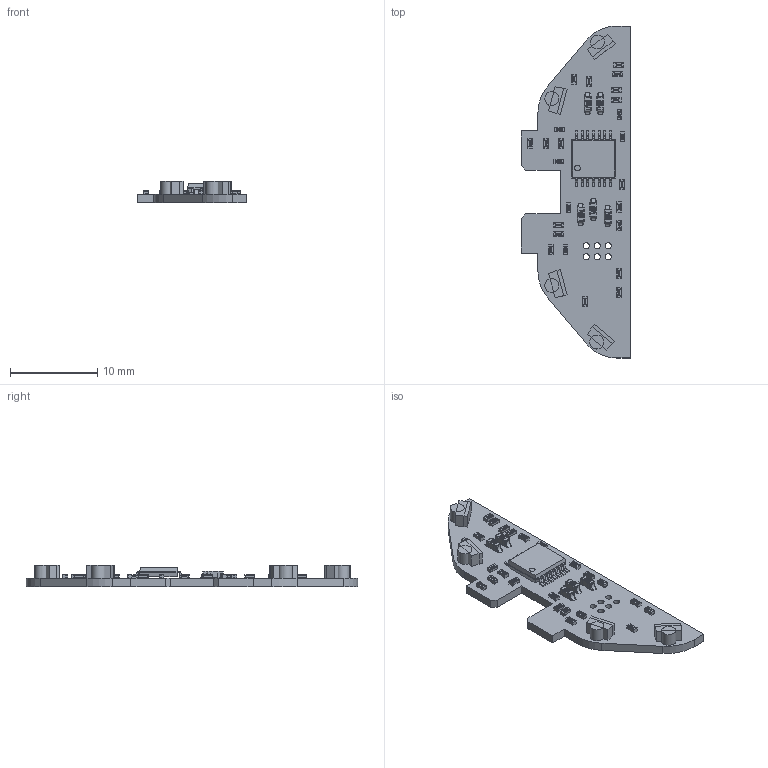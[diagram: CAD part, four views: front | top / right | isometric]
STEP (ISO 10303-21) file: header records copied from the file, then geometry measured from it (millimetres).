
FILE_DESCRIPTION(('Open CASCADE Model'),'2;1');
FILE_NAME('Open CASCADE Shape Model','2018-04-10T11:36:18',('Author'),( 'Open CASCADE'),'Open CASCADE STEP processor 6.8','Open CASCADE 6.8' ,'Unknown');
FILE_SCHEMA(('AUTOMOTIVE_DESIGN { 1 0 10303 214 1 1 1 1 }'));
Length unit declared in the file: millimetre
Products named in the file (66): PCB; Board; C1; User_Library-0603_Cap; C2; C3; C4; Q1; 6385422144; Cylinder; 6385421952; Extruded; 6385421760; Q2; 6385422720; 6385422528; 6385422336; Q3; 6385423296; 6385423104; 6385422912; Q4; 6385424064; 6385423872; 6385423488; R1; User_Library-RES_1005-0402; R2; R3; R4; R5; R6; R7; R8; R9; R10; R11; R12; R13; R14 ...
Assembly tree (98 placements, depth 4):
  PCB
    Board
    C1
      User_Library-0603_Cap
    C2
      User_Library-0603_Cap
    C3
      User_Library-0603_Cap
    C4
      User_Library-0603_Cap
    Q1
      6385422144
        Cylinder
      6385421952
        Extruded
      6385421760
        Extruded
    Q2
      6385422720
        Extruded
      6385422528
        Extruded
      6385422336
        Cylinder
    Q3
      6385423296
        Cylinder
      6385423104
        Extruded
      6385422912
        Extruded
    Q4
      6385424064
        Extruded
      6385423872
        Extruded
      6385423488
        Cylinder
    R1
      User_Library-RES_1005-0402
    R2
      User_Library-RES_1005-0402
    R3
      User_Library-RES_1005-0402
    R4
      User_Library-RES_1005-0402
    R5
      User_Library-RES_1005-0402
    R6
      User_Library-RES_1005-0402
    R7
      User_Library-RES_1005-0402
    R8
      User_Library-RES_1005-0402
    R9
      User_Library-RES_1005-0402
    R10
      User_Library-RES_1005-0402
    R11
      User_Library-RES_1005-0402
Bounding box: 12.5 x 38 x 2.51 mm (x, y, z)
Volume: 416.7 mm3; surface area: 1225.4 mm2
Topology: 150 solids, 150 shells, 3675 faces, 9355 edges, 6154 vertices
Faces by surface type: plane 2190, bspline 1311, cylinder 174
Full cylindrical faces by diameter (mm): 0.7 x6, 1.6 x4
Entity records: 19510 total; most frequent: CARTESIAN_POINT 6675, ORIENTED_EDGE 2304, DIRECTION 1752, EDGE_CURVE 1152, VERTEX_POINT 760, LINE 710, VECTOR 710, AXIS2_PLACEMENT_3D 521
